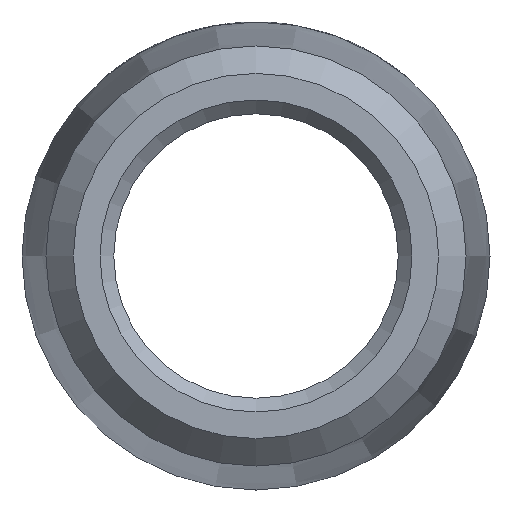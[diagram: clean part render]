
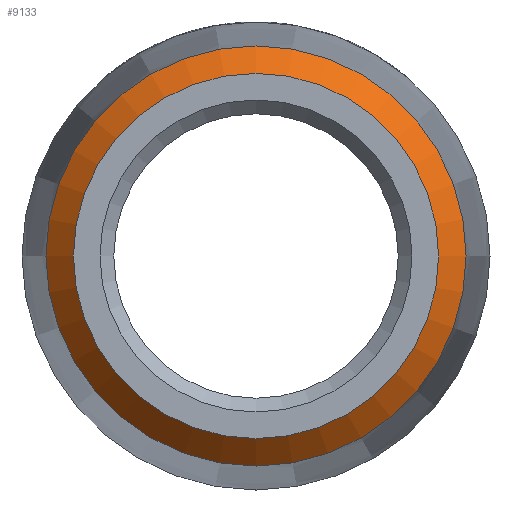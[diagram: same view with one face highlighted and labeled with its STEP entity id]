
A CAD part, left-side view. The second image highlights one B-rep face of the part: STEP entity #9133.
In plain terms, the highlighted conical face has half-angle 45 degrees and reference radius 4.579 mm.
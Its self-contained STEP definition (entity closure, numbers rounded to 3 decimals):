
#30 = EDGE_LOOP ( 'NONE', ( #527 ) ) ;
#368 = AXIS2_PLACEMENT_3D ( 'NONE', #10569, #6078, #4249 ) ;
#527 = ORIENTED_EDGE ( 'NONE', *, *, #10062, .T. ) ;
#958 = VERTEX_POINT ( 'NONE', #2046 ) ;
#1098 = CIRCLE ( 'NONE', #6398, 4.579 ) ;
#1133 = CARTESIAN_POINT ( 'NONE',  ( -70., 3.98, 0. ) ) ;
#1883 = CONICAL_SURFACE ( 'NONE', #8673, 4.579, 0.785 ) ;
#2046 = CARTESIAN_POINT ( 'NONE',  ( -69.401, 4.579, 0. ) ) ;
#4170 = ORIENTED_EDGE ( 'NONE', *, *, #10859, .F. ) ;
#4174 = CARTESIAN_POINT ( 'NONE',  ( -69.401, 0., 0. ) ) ;
#4213 = FACE_OUTER_BOUND ( 'NONE', #10603, .T. ) ;
#4249 = DIRECTION ( 'NONE',  ( 0., 1., 0. ) ) ;
#5111 = CIRCLE ( 'NONE', #368, 3.98 ) ;
#6078 = DIRECTION ( 'NONE',  ( 1., 0., 0. ) ) ;
#6398 = AXIS2_PLACEMENT_3D ( 'NONE', #4174, #7779, #11261 ) ;
#7106 = CARTESIAN_POINT ( 'NONE',  ( -69.401, 0., 0. ) ) ;
#7531 = VERTEX_POINT ( 'NONE', #1133 ) ;
#7779 = DIRECTION ( 'NONE',  ( 1., 0., 0. ) ) ;
#8673 = AXIS2_PLACEMENT_3D ( 'NONE', #7106, #10596, #10710 ) ;
#9133 = ADVANCED_FACE ( 'NONE', ( #9598, #4213 ), #1883, .T. ) ;
#9598 = FACE_BOUND ( 'NONE', #30, .T. ) ;
#10062 = EDGE_CURVE ( 'NONE', #7531, #7531, #5111, .T. ) ;
#10569 = CARTESIAN_POINT ( 'NONE',  ( -70., 0., 0. ) ) ;
#10596 = DIRECTION ( 'NONE',  ( 1., 0., 0. ) ) ;
#10603 = EDGE_LOOP ( 'NONE', ( #4170 ) ) ;
#10710 = DIRECTION ( 'NONE',  ( 0., 1., 0. ) ) ;
#10859 = EDGE_CURVE ( 'NONE', #958, #958, #1098, .T. ) ;
#11261 = DIRECTION ( 'NONE',  ( 0., 1., 0. ) ) ;
